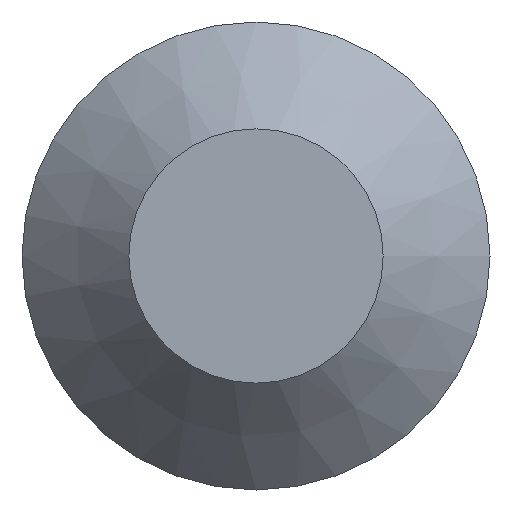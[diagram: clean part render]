
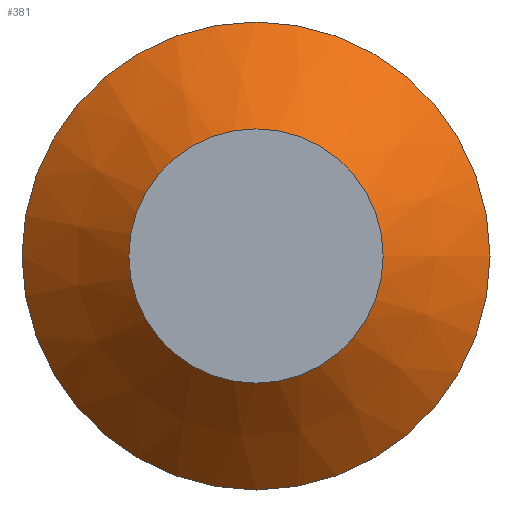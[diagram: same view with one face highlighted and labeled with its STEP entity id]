
A CAD part, front view. The second image highlights one B-rep face of the part: STEP entity #381.
In plain terms, the highlighted conical face has half-angle 45 degrees and reference radius 3.55 mm.
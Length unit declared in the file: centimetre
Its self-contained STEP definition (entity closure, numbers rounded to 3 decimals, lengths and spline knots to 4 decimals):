
#104=CONICAL_SURFACE('',#401,0.355,0.785);
#106=CIRCLE('',#396,0.46);
#108=CIRCLE('',#400,0.25);
#133=VERTEX_POINT('',#538);
#135=VERTEX_POINT('',#544);
#244=EDGE_CURVE('',#133,#133,#106,.T.);
#246=EDGE_CURVE('',#135,#135,#108,.T.);
#323=ORIENTED_EDGE('',*,*,#244,.F.);
#324=ORIENTED_EDGE('',*,*,#246,.T.);
#343=EDGE_LOOP('',(#323));
#344=EDGE_LOOP('',(#324));
#363=FACE_BOUND('',#343,.T.);
#364=FACE_BOUND('',#344,.T.);
#381=ADVANCED_FACE('',(#363,#364),#104,.T.);
#396=AXIS2_PLACEMENT_3D('',#537,#452,#453);
#400=AXIS2_PLACEMENT_3D('',#543,#459,#460);
#401=AXIS2_PLACEMENT_3D('',#545,#461,#462);
#452=DIRECTION('',(0.,1.,0.));
#453=DIRECTION('',(0.46,0.,0.));
#459=DIRECTION('',(0.,1.,0.));
#460=DIRECTION('',(0.25,0.,0.));
#461=DIRECTION('',(0.,1.,0.));
#462=DIRECTION('',(0.355,0.,0.));
#537=CARTESIAN_POINT('',(0.,0.,0.));
#538=CARTESIAN_POINT('',(0.46,0.,0.));
#543=CARTESIAN_POINT('',(0.,-0.21,0.));
#544=CARTESIAN_POINT('',(0.25,-0.21,0.));
#545=CARTESIAN_POINT('',(0.,-0.105,0.));
